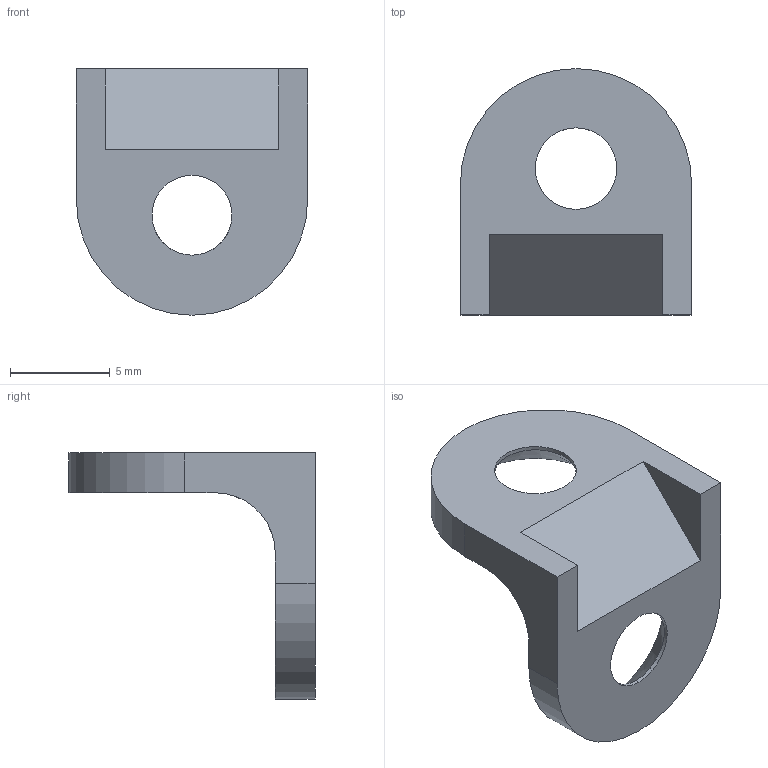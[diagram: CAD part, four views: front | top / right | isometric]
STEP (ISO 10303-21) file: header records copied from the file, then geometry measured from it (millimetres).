
FILE_DESCRIPTION (( 'STEP AP203' ), '1' );
FILE_NAME ('cantoneira_1026.STEP', '2023-10-12T15:07:07', ( 'Leandro Siqueira' ), ( '' ), 'SwSTEP 2.0', 'SolidWorks 2023', '' );
FILE_SCHEMA (( 'CONFIG_CONTROL_DESIGN' ));
Length unit declared in the file: millimetre
Products named in the file (1): cantoneira_1026
Bounding box: 11.57 x 12.32 x 12.32 mm (x, y, z)
Volume: 318 mm3; surface area: 550.9 mm2
Topology: 1 solids, 1 shells, 24 faces, 66 edges, 42 vertices
Faces by surface type: cylinder 9, plane 9, cone 4, bspline 2
Entity records: 1256 total; most frequent: CARTESIAN_POINT 563, ORIENTED_EDGE 132, DIRECTION 126, EDGE_CURVE 66, AXIS2_PLACEMENT_3D 46, VERTEX_POINT 42, LINE 34, VECTOR 34
